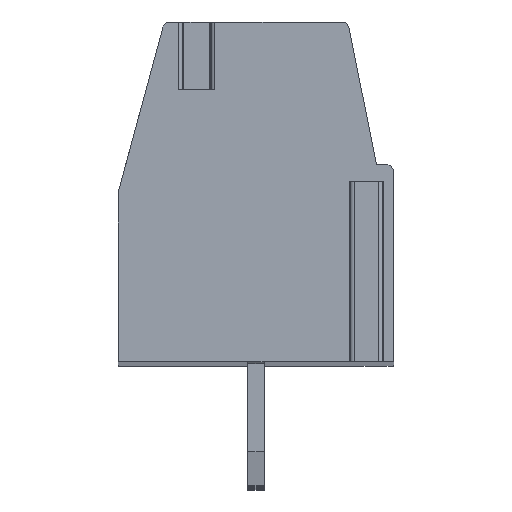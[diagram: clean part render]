
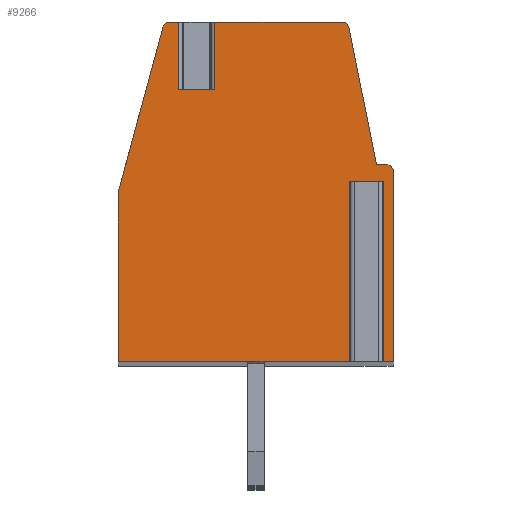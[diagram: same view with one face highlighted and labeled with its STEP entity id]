
A CAD part, top view. The second image highlights one B-rep face of the part: STEP entity #9266.
In plain terms, the highlighted planar face has unit normal (0, 0, 1).
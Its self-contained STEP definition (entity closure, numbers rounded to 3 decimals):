
#334=DIRECTION('',(-1.,0.,0.));
#335=VECTOR('',#334,1.07);
#336=CARTESIAN_POINT('',(-1.21,3.,2.5));
#337=LINE('',#336,#335);
#338=DIRECTION('',(0.,1.,0.));
#339=VECTOR('',#338,2.);
#340=CARTESIAN_POINT('',(-1.21,3.,2.5));
#341=LINE('',#340,#339);
#342=DIRECTION('',(-1.,0.,0.));
#343=VECTOR('',#342,3.746);
#344=CARTESIAN_POINT('',(2.536,5.,2.5));
#345=LINE('',#344,#343);
#346=CARTESIAN_POINT('',(2.536,4.8,2.5));
#347=DIRECTION('',(0.,0.,1.));
#348=DIRECTION('',(0.98,0.198,0.));
#349=AXIS2_PLACEMENT_3D('',#346,#347,#348);
#351=DIRECTION('',(-0.198,0.98,0.));
#352=VECTOR('',#351,4.122);
#353=CARTESIAN_POINT('',(3.55,0.8,2.5));
#354=LINE('',#353,#352);
#355=DIRECTION('',(-1.,0.,0.));
#356=VECTOR('',#355,0.3);
#357=CARTESIAN_POINT('',(3.85,0.8,2.5));
#358=LINE('',#357,#356);
#359=CARTESIAN_POINT('',(3.85,0.6,2.5));
#360=DIRECTION('',(0.,0.,1.));
#361=DIRECTION('',(1.,0.,0.));
#362=AXIS2_PLACEMENT_3D('',#359,#360,#361);
#364=DIRECTION('',(0.,1.,0.));
#365=VECTOR('',#364,5.6);
#366=CARTESIAN_POINT('',(4.05,-5.,2.5));
#367=LINE('',#366,#365);
#368=DIRECTION('',(1.,0.,0.));
#369=VECTOR('',#368,0.495);
#370=CARTESIAN_POINT('',(3.555,-5.,2.5));
#371=LINE('',#370,#369);
#372=DIRECTION('',(0.,1.,0.));
#373=VECTOR('',#372,5.3);
#374=CARTESIAN_POINT('',(3.555,-5.,2.5));
#375=LINE('',#374,#373);
#376=DIRECTION('',(1.,0.,0.));
#377=VECTOR('',#376,0.6);
#378=CARTESIAN_POINT('',(2.955,0.3,2.5));
#379=LINE('',#378,#377);
#380=DIRECTION('',(0.,1.,0.));
#381=VECTOR('',#380,5.3);
#382=CARTESIAN_POINT('',(2.955,-5.,2.5));
#383=LINE('',#382,#381);
#384=DIRECTION('',(1.,0.,0.));
#385=VECTOR('',#384,7.005);
#386=CARTESIAN_POINT('',(-4.05,-5.,2.5));
#387=LINE('',#386,#385);
#388=DIRECTION('',(0.,-1.,0.));
#389=VECTOR('',#388,5.);
#390=CARTESIAN_POINT('',(-4.05,0.,2.5));
#391=LINE('',#390,#389);
#392=DIRECTION('',(-0.261,-0.965,0.));
#393=VECTOR('',#392,5.026);
#394=CARTESIAN_POINT('',(-2.74,4.852,2.5));
#395=LINE('',#394,#393);
#396=CARTESIAN_POINT('',(-2.547,4.8,2.5));
#397=DIRECTION('',(0.,0.,1.));
#398=DIRECTION('',(0.,1.,0.));
#399=AXIS2_PLACEMENT_3D('',#396,#397,#398);
#401=DIRECTION('',(-1.,0.,0.));
#402=VECTOR('',#401,0.267);
#403=CARTESIAN_POINT('',(-2.28,5.,2.5));
#404=LINE('',#403,#402);
#405=DIRECTION('',(0.,1.,0.));
#406=VECTOR('',#405,2.);
#407=CARTESIAN_POINT('',(-2.28,3.,2.5));
#408=LINE('',#407,#406);
#6909=CARTESIAN_POINT('',(4.05,-5.,2.5));
#6910=CARTESIAN_POINT('',(4.05,0.6,2.5));
#6911=VERTEX_POINT('',#6909);
#6912=VERTEX_POINT('',#6910);
#6913=CARTESIAN_POINT('',(3.85,0.8,2.5));
#6914=VERTEX_POINT('',#6913);
#6915=CARTESIAN_POINT('',(3.55,0.8,2.5));
#6916=VERTEX_POINT('',#6915);
#6917=CARTESIAN_POINT('',(2.732,4.84,2.5));
#6918=VERTEX_POINT('',#6917);
#6919=CARTESIAN_POINT('',(2.536,5.,2.5));
#6920=VERTEX_POINT('',#6919);
#6921=CARTESIAN_POINT('',(-2.547,5.,2.5));
#6922=CARTESIAN_POINT('',(-2.74,4.852,2.5));
#6923=VERTEX_POINT('',#6921);
#6924=VERTEX_POINT('',#6922);
#6925=CARTESIAN_POINT('',(-4.05,0.,2.5));
#6926=VERTEX_POINT('',#6925);
#6927=CARTESIAN_POINT('',(-4.05,-5.,2.5));
#6928=VERTEX_POINT('',#6927);
#6945=CARTESIAN_POINT('',(2.955,0.3,2.5));
#6946=CARTESIAN_POINT('',(3.555,0.3,2.5));
#6947=VERTEX_POINT('',#6945);
#6948=VERTEX_POINT('',#6946);
#6949=CARTESIAN_POINT('',(2.955,-5.,2.5));
#6950=VERTEX_POINT('',#6949);
#6951=CARTESIAN_POINT('',(3.555,-5.,2.5));
#6952=VERTEX_POINT('',#6951);
#7021=CARTESIAN_POINT('',(-1.21,3.,2.5));
#7022=CARTESIAN_POINT('',(-2.28,3.,2.5));
#7023=VERTEX_POINT('',#7021);
#7024=VERTEX_POINT('',#7022);
#7025=CARTESIAN_POINT('',(-2.28,5.,2.5));
#7026=VERTEX_POINT('',#7025);
#7027=CARTESIAN_POINT('',(-1.21,5.,2.5));
#7028=VERTEX_POINT('',#7027);
#9226=CARTESIAN_POINT('',(0.,0.,2.5));
#9227=DIRECTION('',(0.,0.,1.));
#9228=DIRECTION('',(1.,0.,0.));
#9229=AXIS2_PLACEMENT_3D('',#9226,#9227,#9228);
#9230=PLANE('',#9229);
#9232=ORIENTED_EDGE('',*,*,#9231,.F.);
#9233=ORIENTED_EDGE('',*,*,#9217,.T.);
#9234=ORIENTED_EDGE('',*,*,#9068,.F.);
#9236=ORIENTED_EDGE('',*,*,#9235,.F.);
#9238=ORIENTED_EDGE('',*,*,#9237,.F.);
#9240=ORIENTED_EDGE('',*,*,#9239,.F.);
#9242=ORIENTED_EDGE('',*,*,#9241,.F.);
#9244=ORIENTED_EDGE('',*,*,#9243,.F.);
#9246=ORIENTED_EDGE('',*,*,#9245,.F.);
#9248=ORIENTED_EDGE('',*,*,#9247,.T.);
#9250=ORIENTED_EDGE('',*,*,#9249,.F.);
#9252=ORIENTED_EDGE('',*,*,#9251,.F.);
#9254=ORIENTED_EDGE('',*,*,#9253,.F.);
#9256=ORIENTED_EDGE('',*,*,#9255,.F.);
#9258=ORIENTED_EDGE('',*,*,#9257,.F.);
#9260=ORIENTED_EDGE('',*,*,#9259,.F.);
#9261=ORIENTED_EDGE('',*,*,#9051,.F.);
#9263=ORIENTED_EDGE('',*,*,#9262,.F.);
#9264=EDGE_LOOP('',(#9232,#9233,#9234,#9236,#9238,#9240,#9242,#9244,#9246,#9248,
#9250,#9252,#9254,#9256,#9258,#9260,#9261,#9263));
#9265=FACE_OUTER_BOUND('',#9264,.F.);
#350=CIRCLE('',#349,0.2);
#363=CIRCLE('',#362,0.2);
#400=CIRCLE('',#399,0.2);
#9051=EDGE_CURVE('',#7026,#6923,#404,.T.);
#9068=EDGE_CURVE('',#6920,#7028,#345,.T.);
#9217=EDGE_CURVE('',#7023,#7028,#341,.T.);
#9231=EDGE_CURVE('',#7023,#7024,#337,.T.);
#9235=EDGE_CURVE('',#6918,#6920,#350,.T.);
#9237=EDGE_CURVE('',#6916,#6918,#354,.T.);
#9239=EDGE_CURVE('',#6914,#6916,#358,.T.);
#9241=EDGE_CURVE('',#6912,#6914,#363,.T.);
#9243=EDGE_CURVE('',#6911,#6912,#367,.T.);
#9245=EDGE_CURVE('',#6952,#6911,#371,.T.);
#9247=EDGE_CURVE('',#6952,#6948,#375,.T.);
#9249=EDGE_CURVE('',#6947,#6948,#379,.T.);
#9251=EDGE_CURVE('',#6950,#6947,#383,.T.);
#9253=EDGE_CURVE('',#6928,#6950,#387,.T.);
#9255=EDGE_CURVE('',#6926,#6928,#391,.T.);
#9257=EDGE_CURVE('',#6924,#6926,#395,.T.);
#9259=EDGE_CURVE('',#6923,#6924,#400,.T.);
#9262=EDGE_CURVE('',#7024,#7026,#408,.T.);
#9266=ADVANCED_FACE('',(#9265),#9230,.T.);
